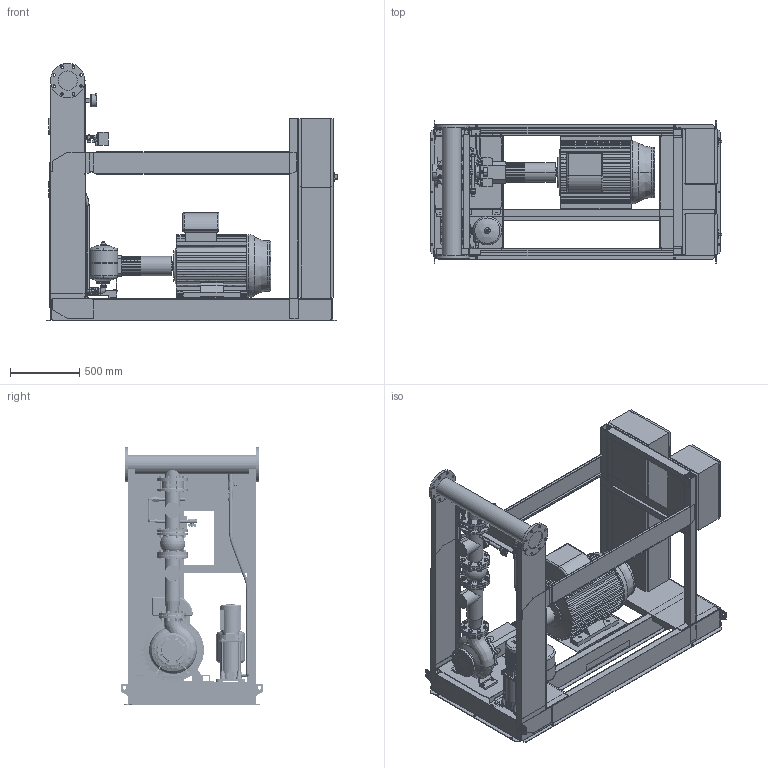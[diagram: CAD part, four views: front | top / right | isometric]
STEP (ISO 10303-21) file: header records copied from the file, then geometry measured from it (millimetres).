
FILE_DESCRIPTION((''),'2;1');
FILE_NAME('3d_Sifire-EN-80_200-215.5-45_1.1EJ-4183760.stp','2015-05-25T14:59:33',(''),(''),'Mechanical Desktop 2009','Mechanical Desktop 2009',', , ');
FILE_SCHEMA(('CONFIG_CONTROL_DESIGN'));
Length unit declared in the file: millimetre
Products named in the file (1): Product
Bounding box: 2105.5 x 1026 x 1860 mm (x, y, z)
Volume: 387963282 mm3; surface area: 26979844.5 mm2
Topology: 185 solids, 185 shells, 4360 faces, 10577 edges, 6677 vertices
Faces by surface type: plane 1608, bspline 1249, cylinder 907, cone 464, torus 102, sphere 30
Entity records: 139514 total; most frequent: CARTESIAN_POINT 43245, ORIENTED_EDGE 21102, DIRECTION 18412, EDGE_CURVE 10551, VERTEX_POINT 6676, AXIS2_PLACEMENT_3D 6451, VECTOR 5510, LINE 5510
